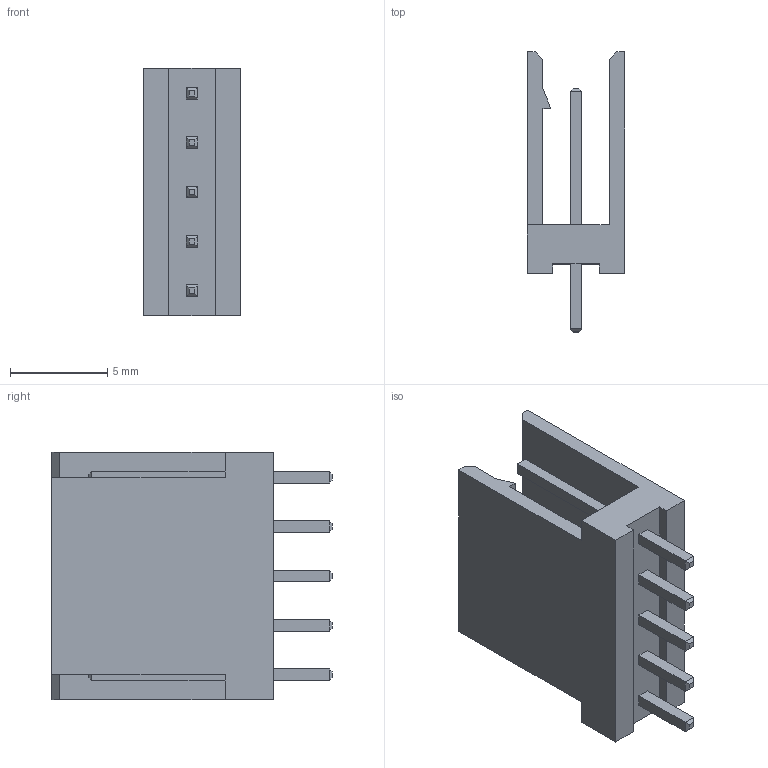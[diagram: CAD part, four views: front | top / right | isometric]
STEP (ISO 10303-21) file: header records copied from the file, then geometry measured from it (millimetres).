
FILE_DESCRIPTION (( 'STEP AP214' ), '1' );
FILE_NAME ('autocom5.STEP', '2019-08-22T08:07:50', ( '' ), ( '' ), 'SwSTEP 2.0', 'SolidWorks 2018', '' );
FILE_SCHEMA (( 'AUTOMOTIVE_DESIGN' ));
Length unit declared in the file: millimetre
Products named in the file (1): autocom5
Bounding box: 5 x 14.4 x 12.7 mm (x, y, z)
Volume: 325.2 mm3; surface area: 784.3 mm2
Topology: 1 solids, 1 shells, 111 faces, 257 edges, 158 vertices
Faces by surface type: plane 111
Entity records: 4132 total; most frequent: CARTESIAN_POINT 527, ORIENTED_EDGE 514, DIRECTION 481, LINE 257, EDGE_CURVE 257, VECTOR 257, VERTEX_POINT 158, EDGE_LOOP 121
